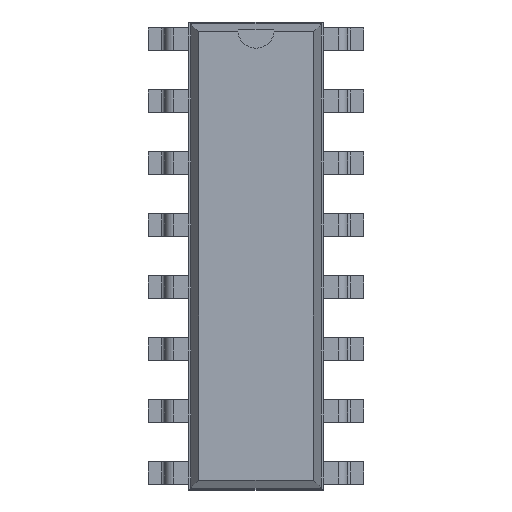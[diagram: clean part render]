
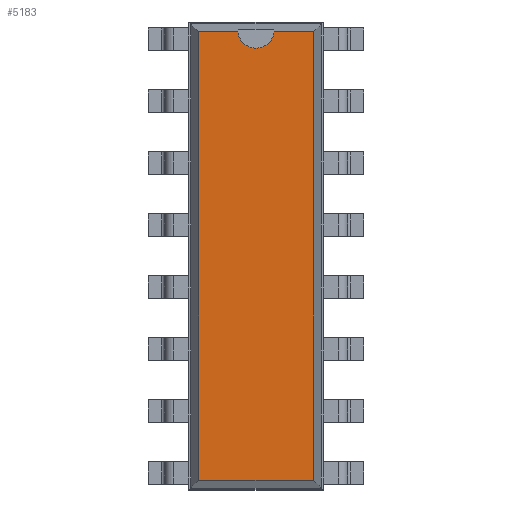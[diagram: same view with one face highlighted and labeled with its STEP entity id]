
A CAD part, top view. The second image highlights one B-rep face of the part: STEP entity #5183.
In plain terms, the highlighted planar face has unit normal (0, 0, 1).
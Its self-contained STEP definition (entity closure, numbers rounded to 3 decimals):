
#26=VECTOR('',#27,1.);
#27=DIRECTION('',(0.,1.,0.));
#33=VECTOR('',#34,1.);
#34=DIRECTION('',(-1.,0.,0.));
#40=VECTOR('',#41,1.);
#41=DIRECTION('',(0.,-1.,0.));
#45=VECTOR('',#46,1.);
#46=DIRECTION('',(1.,0.,0.));
#49=DIRECTION('',(0.,0.,-1.));
#1062=DIRECTION('',(0.,0.,-1.));
#3493=VERTEX_POINT('',#3494);
#3494=CARTESIAN_POINT('',(2.351,9.19,3.68));
#3496=ORIENTED_EDGE('',*,*,#3497,.F.);
#3497=EDGE_CURVE('',#3498,#3493,#3500,.T.);
#3498=VERTEX_POINT('',#3499);
#3499=CARTESIAN_POINT('',(2.351,-9.19,3.68));
#3500=LINE('',#3499,#26);
#4311=VERTEX_POINT('',#4312);
#4312=CARTESIAN_POINT('',(-2.351,9.19,3.68));
#4314=ORIENTED_EDGE('',*,*,#4315,.F.);
#4315=EDGE_CURVE('',#4316,#4311,#4318,.T.);
#4316=VERTEX_POINT('',#4317);
#4317=CARTESIAN_POINT('',(-0.746,9.19,3.68));
#4318=LINE('',#3494,#33);
#4337=VERTEX_POINT('',#4338);
#4338=CARTESIAN_POINT('',(0.746,9.19,3.68));
#4344=ORIENTED_EDGE('',*,*,#4345,.F.);
#4345=EDGE_CURVE('',#3493,#4337,#4318,.T.);
#4377=VERTEX_POINT('',#4378);
#4378=CARTESIAN_POINT('',(-2.351,-9.19,3.68));
#4380=ORIENTED_EDGE('',*,*,#4381,.F.);
#4381=EDGE_CURVE('',#4311,#4377,#4382,.T.);
#4382=LINE('',#4312,#40);
#5178=ORIENTED_EDGE('',*,*,#5179,.F.);
#5179=EDGE_CURVE('',#4377,#3498,#5180,.T.);
#5180=LINE('',#4378,#45);
#5183=ADVANCED_FACE('',(#5184),#5195,.F.);
#5184=FACE_BOUND('',#5185,.F.);
#5185=EDGE_LOOP('',(#3496,#5178,#4380,#4314,#5186,#5193,#4344));
#5186=ORIENTED_EDGE('',*,*,#5187,.F.);
#5187=EDGE_CURVE('',#5188,#4316,#5190,.T.);
#5188=VERTEX_POINT('',#5189);
#5189=CARTESIAN_POINT('',(0.,8.515,3.68));
#5190=CIRCLE('',#5191,0.75);
#5191=AXIS2_PLACEMENT_3D('',#5192,#1062,#41);
#5192=CARTESIAN_POINT('',(0.,9.265,3.68));
#5193=ORIENTED_EDGE('',*,*,#5194,.F.);
#5194=EDGE_CURVE('',#4337,#5188,#5190,.T.);
#5195=PLANE('',#5196);
#5196=AXIS2_PLACEMENT_3D('',#3499,#49,#5197);
#5197=DIRECTION('',(-0.248,0.969,0.));
